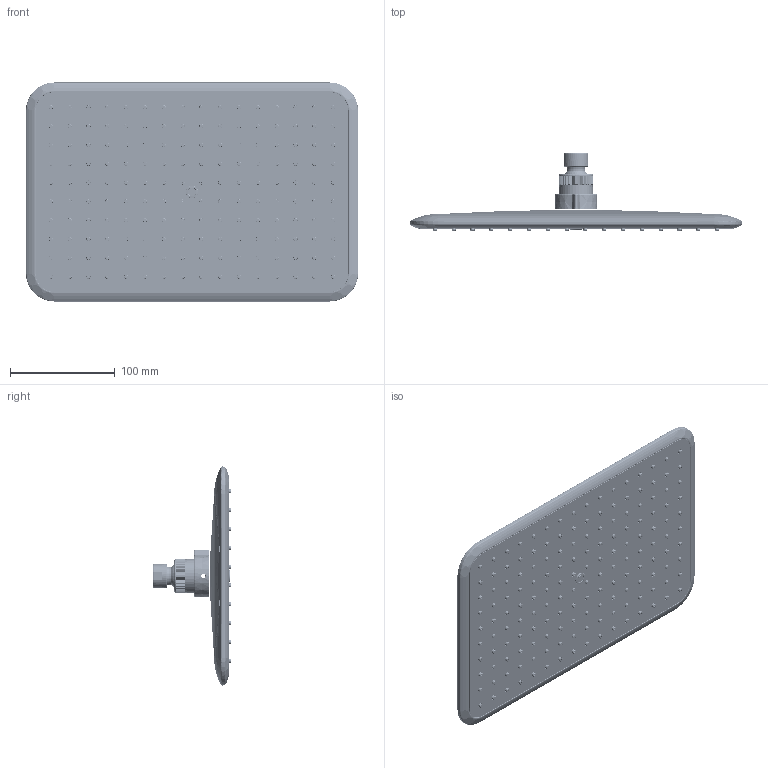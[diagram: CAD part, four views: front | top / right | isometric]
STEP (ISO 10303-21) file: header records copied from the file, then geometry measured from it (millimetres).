
FILE_DESCRIPTION((''),'2;1');
FILE_NAME('93B-00_ASM','2019-12-05T',('Administrator'),(''),'PRO/ENGINEER BY PARAMETRIC TECHNOLOGY CORPORATION, 2010280','PRO/ENGINEER BY PARAMETRIC TECHNOLOGY CORPORATION, 2010280','');
FILE_SCHEMA(('CONFIG_CONTROL_DESIGN'));
Length unit declared in the file: millimetre
Products named in the file (14): 93B-02; 26B-07; 93B-03_ASM; 93B-10; 41B-10; MS42-8-08; MS023-04; 90A-07; P-D3; 93B-00-01_ASM; 93B-04; 57A-04; 29A-22; 93B-00_ASM
Assembly tree (24 placements, depth 3):
  93B-00_ASM
    93B-03_ASM
      93B-02
      26B-07  x12
    93B-10
    93B-00-01_ASM
      41B-10
      MS42-8-08
      MS023-04
      90A-07
      P-D3
    93B-04
    57A-04
    29A-22
Bounding box: 317.49 x 74 x 209.49 mm (x, y, z)
Volume: 353082.1 mm3; surface area: 412559.8 mm2
Topology: 22 solids, 22 shells, 3555 faces, 8953 edges, 5645 vertices
Faces by surface type: cylinder 1025, plane 869, cone 833, torus 474, bspline 319, sphere 35
Entity records: 113341 total; most frequent: CARTESIAN_POINT 38291, DIRECTION 15906, ORIENTED_EDGE 15390, EDGE_CURVE 7695, AXIS2_PLACEMENT_3D 6575, VERTEX_POINT 4853, EDGE_LOOP 3932, CIRCLE 3657
